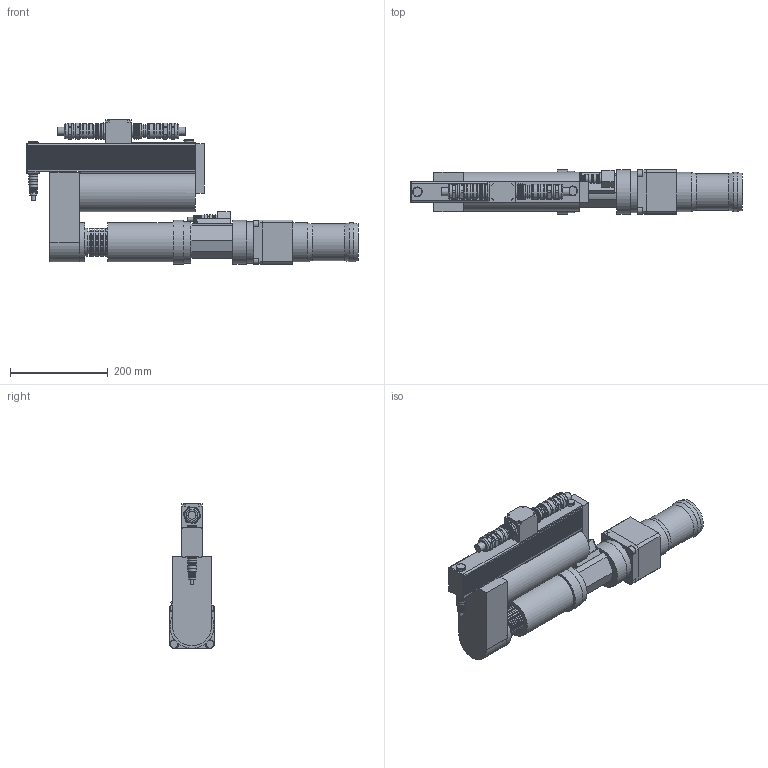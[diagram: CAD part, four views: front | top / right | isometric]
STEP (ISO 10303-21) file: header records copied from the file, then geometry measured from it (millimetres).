
FILE_DESCRIPTION((''),'2;1');
FILE_NAME('947609A7.stp','2011-03-25T13:48:12',('e4c32'),(''),'Autodesk Inventor 11','Autodesk Inventor 11','');
FILE_SCHEMA(('AUTOMOTIVE_DESIGN { 1 0 10303 214 1 1 1 1 }'));
Length unit declared in the file: millimetre
Products named in the file (7): 947609A7_IAM_001; 4ZA_IPT_001.ipt_Gerader Abtrieb; 4KXB_IPT_001; 4BUTS-4BXA_IPT_001.ipt_Motorumlenkung und Getriebe; 961104-005_IPT_002.ipt_Stecker gerade; 961089-002_IPT_002.ipt_Stecker gerade; 961104-005_IPT_001.ipt_Stecker gerade
Assembly tree (7 placements, depth 2):
  947609A7_IAM_001
    4ZA_IPT_001.ipt_Gerader Abtrieb
    4KXB_IPT_001
    4BUTS-4BXA_IPT_001.ipt_Motorumlenkung und Getriebe
    961104-005_IPT_002.ipt_Stecker gerade
    961089-002_IPT_002.ipt_Stecker gerade  x2
    961104-005_IPT_001.ipt_Stecker gerade
Bounding box: 678.7 x 90 x 295.65 mm (x, y, z)
Volume: 6063738.6 mm3; surface area: 484046.1 mm2
Topology: 7 solids, 7 shells, 1160 faces, 2879 edges, 1821 vertices
Faces by surface type: plane 765, cylinder 247, bspline 98, cone 36, torus 14
Full cylindrical faces by diameter (mm): 8 x2, 13.4 x2, 13.5 x1, 14 x10, 14.2 x2, 15.5 x1, 15.517 x4, 16 x6, 16.5 x2, 17.5 x1, 17.587 x4, 18 x6, 18.7 x4, 20 x4, 22.5 x1, 24 x1, 25.5 x1, 26.4 x1, 27 x1, 27.047 x1, 28 x2, 28.5 x1, 29.5 x3, 29.8 x4, 30 x4, 30.4 x2, 30.5 x3, 30.609 x1, 30.8 x4, 35 x1
Entity records: 32037 total; most frequent: CARTESIAN_POINT 6886, ORIENTED_EDGE 5322, DIRECTION 4812, EDGE_CURVE 2661, VERTEX_POINT 1767, VECTOR 1702, LINE 1702, AXIS2_PLACEMENT_3D 1555
